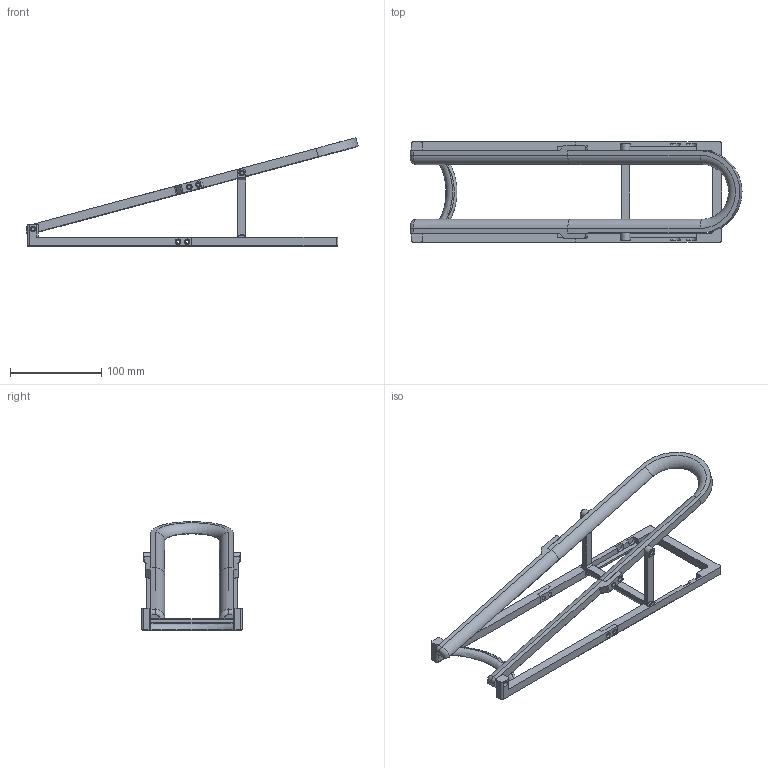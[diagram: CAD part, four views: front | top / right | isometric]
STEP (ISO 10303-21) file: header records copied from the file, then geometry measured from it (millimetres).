
FILE_DESCRIPTION(/* description */ (''),/* implementation_level */ '2;1');
FILE_NAME(/* name */ 'Ramp v2.step',/* time_stamp */ '2024-10-13T17:24:31+11:00',/* author */ (''),/* organization */ (''),/* preprocessor_version */ 'ST-DEVELOPER v20',/* originating_system */ 'Autodesk Translation Framework v13.20.0.188',/* authorisation */ '');
FILE_SCHEMA (('AUTOMOTIVE_DESIGN { 1 0 10303 214 3 1 1 }'));
Length unit declared in the file: millimetre
Products named in the file (7): Ramp; Component1; Component3; Component4; Component5; Component6; Component8
Assembly tree (6 placements, depth 2):
  Ramp
    Component1
    Component3
    Component4
    Component5
    Component6
    Component8
Bounding box: 363.51 x 110 x 118.92 mm (x, y, z)
Volume: 194898.4 mm3; surface area: 82743.7 mm2
Topology: 6 solids, 6 shells, 300 faces, 710 edges, 440 vertices
Faces by surface type: plane 176, cylinder 79, cone 36, bspline 6, torus 3
Full cylindrical faces by diameter (mm): 3.5 x12, 4.7 x12, 6 x12
Entity records: 8949 total; most frequent: CARTESIAN_POINT 1655, DIRECTION 1523, ORIENTED_EDGE 1420, EDGE_CURVE 710, AXIS2_PLACEMENT_3D 526, LINE 471, VECTOR 471, VERTEX_POINT 440
